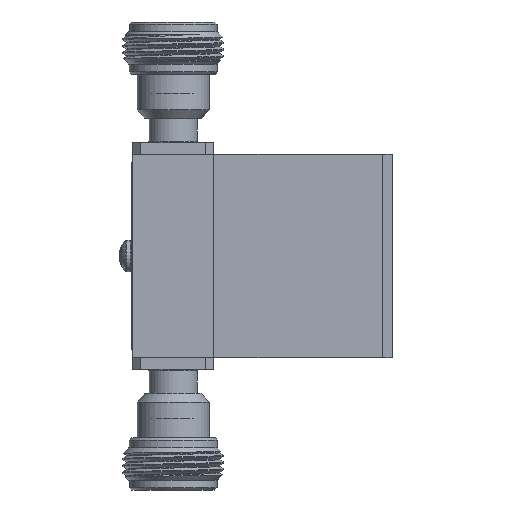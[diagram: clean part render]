
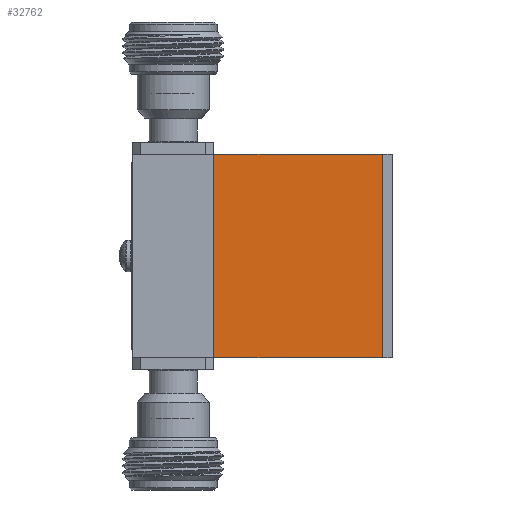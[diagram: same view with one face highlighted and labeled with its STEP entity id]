
A CAD part, left-side view. The second image highlights one B-rep face of the part: STEP entity #32762.
In plain terms, the highlighted planar face has unit normal (-1, 0, 0).
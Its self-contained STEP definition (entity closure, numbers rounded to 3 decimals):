
#3706 = LINE ( 'NONE', #48956, #50785 ) ;
#6715 = EDGE_CURVE ( 'NONE', #24968, #46366, #60995, .T. ) ;
#9126 = LINE ( 'NONE', #43554, #59225 ) ;
#10606 = EDGE_CURVE ( 'NONE', #50110, #15822, #28328, .T. ) ;
#12479 = PLANE ( 'NONE',  #19266 ) ;
#12902 = CARTESIAN_POINT ( 'NONE',  ( -58.547, -12.7, -47.676 ) ) ;
#15165 = DIRECTION ( 'NONE',  ( 0., 0., -1. ) ) ;
#15822 = VERTEX_POINT ( 'NONE', #12902 ) ;
#18846 = VECTOR ( 'NONE', #28653, 1000. ) ;
#19000 = VECTOR ( 'NONE', #41237, 1000. ) ;
#19266 = AXIS2_PLACEMENT_3D ( 'NONE', #36721, #52470, #32473 ) ;
#20804 = ORIENTED_EDGE ( 'NONE', *, *, #45096, .T. ) ;
#22733 = CARTESIAN_POINT ( 'NONE',  ( -58.547, -12.7, -47.676 ) ) ;
#24968 = VERTEX_POINT ( 'NONE', #27416 ) ;
#25234 = CARTESIAN_POINT ( 'NONE',  ( -58.547, -39.116, -47.676 ) ) ;
#27416 = CARTESIAN_POINT ( 'NONE',  ( -58.547, -12.7, -15.875 ) ) ;
#28328 = LINE ( 'NONE', #22733, #18846 ) ;
#28653 = DIRECTION ( 'NONE',  ( 0., 1., 0. ) ) ;
#28799 = DIRECTION ( 'NONE',  ( 0., 0., -1. ) ) ;
#30439 = ORIENTED_EDGE ( 'NONE', *, *, #10606, .F. ) ;
#32473 = DIRECTION ( 'NONE',  ( 0., -1., 0. ) ) ;
#32762 = ADVANCED_FACE ( 'NONE', ( #37372 ), #12479, .T. ) ;
#33280 = EDGE_CURVE ( 'NONE', #46366, #50110, #3706, .T. ) ;
#35617 = EDGE_LOOP ( 'NONE', ( #59226, #20804, #30439, #61195 ) ) ;
#36721 = CARTESIAN_POINT ( 'NONE',  ( -58.547, -12.7, 126.89 ) ) ;
#37372 = FACE_OUTER_BOUND ( 'NONE', #35617, .T. ) ;
#41237 = DIRECTION ( 'NONE',  ( 0., -1., 0. ) ) ;
#42058 = CARTESIAN_POINT ( 'NONE',  ( -58.547, -39.116, -15.875 ) ) ;
#43554 = CARTESIAN_POINT ( 'NONE',  ( -58.547, -12.7, 126.89 ) ) ;
#45096 = EDGE_CURVE ( 'NONE', #24968, #15822, #9126, .T. ) ;
#46366 = VERTEX_POINT ( 'NONE', #42058 ) ;
#48956 = CARTESIAN_POINT ( 'NONE',  ( -58.547, -39.116, 126.89 ) ) ;
#50110 = VERTEX_POINT ( 'NONE', #25234 ) ;
#50785 = VECTOR ( 'NONE', #15165, 1000. ) ;
#51127 = CARTESIAN_POINT ( 'NONE',  ( -58.547, -12.7, -15.875 ) ) ;
#52470 = DIRECTION ( 'NONE',  ( -1., 0., 0. ) ) ;
#59225 = VECTOR ( 'NONE', #28799, 1000. ) ;
#59226 = ORIENTED_EDGE ( 'NONE', *, *, #6715, .F. ) ;
#60995 = LINE ( 'NONE', #51127, #19000 ) ;
#61195 = ORIENTED_EDGE ( 'NONE', *, *, #33280, .F. ) ;
